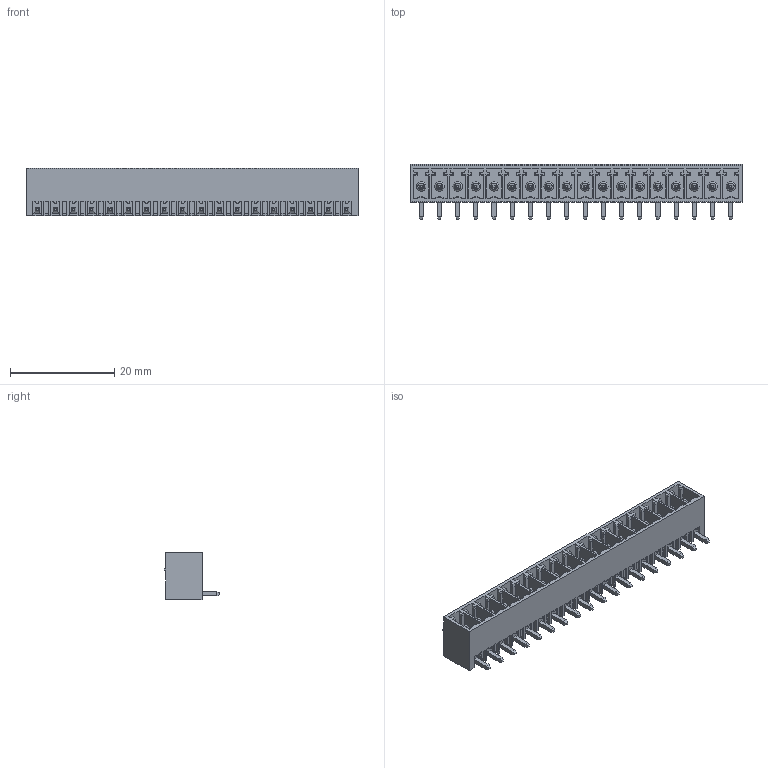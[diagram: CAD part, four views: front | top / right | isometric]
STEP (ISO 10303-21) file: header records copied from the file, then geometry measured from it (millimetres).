
FILE_DESCRIPTION(('STEP AP214'),'1');
FILE_NAME('PV18-3,5-H-P.stp','2018-11-29T15:32:03',(' '),(' '),'Spatial InterOp 3D',' ',' ');
FILE_SCHEMA(('AUTOMOTIVE_DESIGN { 1 0 10303 214 1 1 1 1 }'));
Length unit declared in the file: metre
Products named in the file (1): 1
Bounding box: 63.8 x 10.65 x 9.2 mm (x, y, z)
Volume: 2172.6 mm3; surface area: 5414 mm2
Topology: 1 solids, 1 shells, 1085 faces, 2871 edges, 1842 vertices
Faces by surface type: plane 994, cylinder 55, cone 18, torus 18
Full cylindrical faces by diameter (mm): 1.8 x18
Entity records: 41114 total; most frequent: CARTESIAN_POINT 5835, ORIENTED_EDGE 5634, DIRECTION 5099, EDGE_CURVE 2817, LINE 2635, VECTOR 2635, VERTEX_POINT 1824, AXIS2_PLACEMENT_3D 1232
